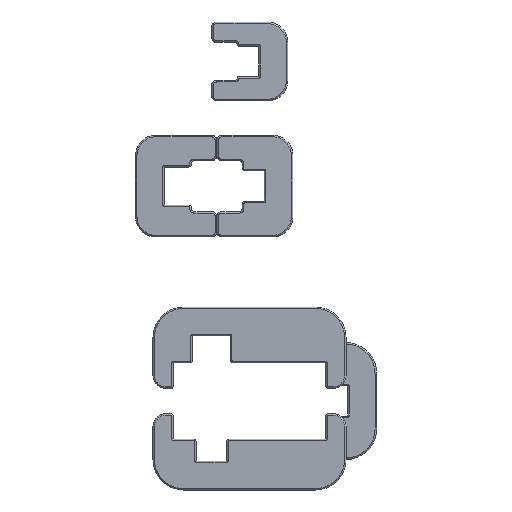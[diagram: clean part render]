
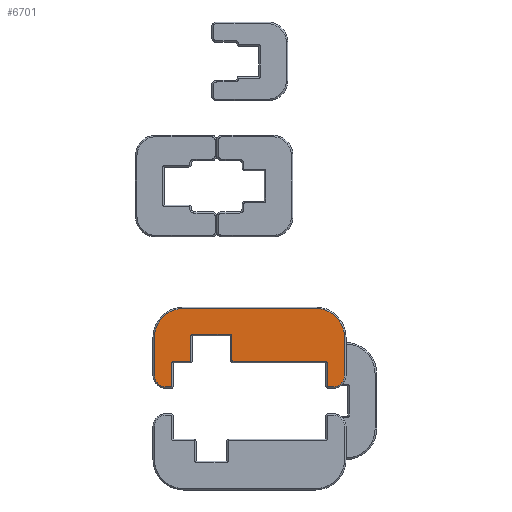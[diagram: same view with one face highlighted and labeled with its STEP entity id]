
A CAD part, front view. The second image highlights one B-rep face of the part: STEP entity #6701.
In plain terms, the highlighted planar face has unit normal (0, -1, 0).
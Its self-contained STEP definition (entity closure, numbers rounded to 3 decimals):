
#115=PLANE('',#7194);
#361=FACE_OUTER_BOUND('',#805,.T.);
#805=EDGE_LOOP('',(#4657,#4658,#4659,#4660,#4661,#4662,#4663,#4664,#4665,
#4666,#4667,#4668,#4669,#4670,#4671,#4672,#4673,#4674,#4675,#4676,#4677,
#4678,#4679,#4680));
#1214=CIRCLE('',#7130,4.4);
#1216=CIRCLE('',#7134,11.4);
#1218=CIRCLE('',#7138,11.4);
#1220=CIRCLE('',#7142,4.4);
#1222=CIRCLE('',#7146,0.4);
#1224=CIRCLE('',#7150,0.7);
#1226=CIRCLE('',#7154,0.4);
#1228=CIRCLE('',#7158,0.7);
#1230=CIRCLE('',#7162,0.7);
#1232=CIRCLE('',#7166,0.4);
#1234=CIRCLE('',#7170,0.7);
#1236=CIRCLE('',#7174,0.4);
#1499=LINE('',#10046,#2219);
#1503=LINE('',#10058,#2223);
#1507=LINE('',#10070,#2227);
#1511=LINE('',#10082,#2231);
#1515=LINE('',#10094,#2235);
#1519=LINE('',#10106,#2239);
#1523=LINE('',#10118,#2243);
#1527=LINE('',#10130,#2247);
#1531=LINE('',#10142,#2251);
#1535=LINE('',#10154,#2255);
#1539=LINE('',#10166,#2259);
#1543=LINE('',#10177,#2263);
#2219=VECTOR('',#7868,10.);
#2223=VECTOR('',#7880,10.);
#2227=VECTOR('',#7892,10.);
#2231=VECTOR('',#7904,10.);
#2235=VECTOR('',#7916,10.);
#2239=VECTOR('',#7928,10.);
#2243=VECTOR('',#7940,10.);
#2247=VECTOR('',#7952,10.);
#2251=VECTOR('',#7964,10.);
#2255=VECTOR('',#7976,10.);
#2259=VECTOR('',#7988,10.);
#2263=VECTOR('',#8000,10.);
#2937=VERTEX_POINT('',#10036);
#2940=VERTEX_POINT('',#10041);
#2941=VERTEX_POINT('',#10045);
#2943=VERTEX_POINT('',#10051);
#2945=VERTEX_POINT('',#10057);
#2947=VERTEX_POINT('',#10063);
#2949=VERTEX_POINT('',#10069);
#2951=VERTEX_POINT('',#10075);
#2953=VERTEX_POINT('',#10081);
#2955=VERTEX_POINT('',#10087);
#2957=VERTEX_POINT('',#10093);
#2959=VERTEX_POINT('',#10099);
#2961=VERTEX_POINT('',#10105);
#2963=VERTEX_POINT('',#10111);
#2965=VERTEX_POINT('',#10117);
#2967=VERTEX_POINT('',#10123);
#2969=VERTEX_POINT('',#10129);
#2971=VERTEX_POINT('',#10135);
#2973=VERTEX_POINT('',#10141);
#2975=VERTEX_POINT('',#10147);
#2977=VERTEX_POINT('',#10153);
#2979=VERTEX_POINT('',#10159);
#2981=VERTEX_POINT('',#10165);
#2983=VERTEX_POINT('',#10171);
#3512=EDGE_CURVE('',#2940,#2937,#1214,.T.);
#3513=EDGE_CURVE('',#2937,#2941,#1499,.T.);
#3518=EDGE_CURVE('',#2941,#2943,#1216,.T.);
#3519=EDGE_CURVE('',#2943,#2945,#1503,.T.);
#3524=EDGE_CURVE('',#2945,#2947,#1218,.T.);
#3525=EDGE_CURVE('',#2947,#2949,#1507,.T.);
#3530=EDGE_CURVE('',#2949,#2951,#1220,.T.);
#3531=EDGE_CURVE('',#2951,#2953,#1511,.T.);
#3536=EDGE_CURVE('',#2953,#2955,#1222,.T.);
#3537=EDGE_CURVE('',#2955,#2957,#1515,.T.);
#3542=EDGE_CURVE('',#2957,#2959,#1224,.T.);
#3543=EDGE_CURVE('',#2959,#2961,#1519,.T.);
#3548=EDGE_CURVE('',#2961,#2963,#1226,.T.);
#3549=EDGE_CURVE('',#2963,#2965,#1523,.T.);
#3554=EDGE_CURVE('',#2965,#2967,#1228,.T.);
#3555=EDGE_CURVE('',#2967,#2969,#1527,.T.);
#3560=EDGE_CURVE('',#2969,#2971,#1230,.T.);
#3561=EDGE_CURVE('',#2971,#2973,#1531,.T.);
#3566=EDGE_CURVE('',#2973,#2975,#1232,.T.);
#3567=EDGE_CURVE('',#2975,#2977,#1535,.T.);
#3572=EDGE_CURVE('',#2977,#2979,#1234,.T.);
#3573=EDGE_CURVE('',#2979,#2981,#1539,.T.);
#3578=EDGE_CURVE('',#2981,#2983,#1236,.T.);
#3579=EDGE_CURVE('',#2983,#2940,#1543,.T.);
#4657=ORIENTED_EDGE('',*,*,#3512,.F.);
#4658=ORIENTED_EDGE('',*,*,#3579,.F.);
#4659=ORIENTED_EDGE('',*,*,#3578,.F.);
#4660=ORIENTED_EDGE('',*,*,#3573,.F.);
#4661=ORIENTED_EDGE('',*,*,#3572,.F.);
#4662=ORIENTED_EDGE('',*,*,#3567,.F.);
#4663=ORIENTED_EDGE('',*,*,#3566,.F.);
#4664=ORIENTED_EDGE('',*,*,#3561,.F.);
#4665=ORIENTED_EDGE('',*,*,#3560,.F.);
#4666=ORIENTED_EDGE('',*,*,#3555,.F.);
#4667=ORIENTED_EDGE('',*,*,#3554,.F.);
#4668=ORIENTED_EDGE('',*,*,#3549,.F.);
#4669=ORIENTED_EDGE('',*,*,#3548,.F.);
#4670=ORIENTED_EDGE('',*,*,#3543,.F.);
#4671=ORIENTED_EDGE('',*,*,#3542,.F.);
#4672=ORIENTED_EDGE('',*,*,#3537,.F.);
#4673=ORIENTED_EDGE('',*,*,#3536,.F.);
#4674=ORIENTED_EDGE('',*,*,#3531,.F.);
#4675=ORIENTED_EDGE('',*,*,#3530,.F.);
#4676=ORIENTED_EDGE('',*,*,#3525,.F.);
#4677=ORIENTED_EDGE('',*,*,#3524,.F.);
#4678=ORIENTED_EDGE('',*,*,#3519,.F.);
#4679=ORIENTED_EDGE('',*,*,#3518,.F.);
#4680=ORIENTED_EDGE('',*,*,#3513,.F.);
#6701=ADVANCED_FACE('',(#361),#115,.T.);
#7130=AXIS2_PLACEMENT_3D('',#10043,#7864,#7865);
#7134=AXIS2_PLACEMENT_3D('',#10055,#7876,#7877);
#7138=AXIS2_PLACEMENT_3D('',#10067,#7888,#7889);
#7142=AXIS2_PLACEMENT_3D('',#10079,#7900,#7901);
#7146=AXIS2_PLACEMENT_3D('',#10091,#7912,#7913);
#7150=AXIS2_PLACEMENT_3D('',#10103,#7924,#7925);
#7154=AXIS2_PLACEMENT_3D('',#10115,#7936,#7937);
#7158=AXIS2_PLACEMENT_3D('',#10127,#7948,#7949);
#7162=AXIS2_PLACEMENT_3D('',#10139,#7960,#7961);
#7166=AXIS2_PLACEMENT_3D('',#10151,#7972,#7973);
#7170=AXIS2_PLACEMENT_3D('',#10163,#7984,#7985);
#7174=AXIS2_PLACEMENT_3D('',#10175,#7996,#7997);
#7194=AXIS2_PLACEMENT_3D('',#10229,#8057,#8058);
#7864=DIRECTION('center_axis',(0.,1.,0.));
#7865=DIRECTION('ref_axis',(-0.707,0.,-0.707));
#7868=DIRECTION('',(0.,0.,1.));
#7876=DIRECTION('center_axis',(0.,1.,0.));
#7877=DIRECTION('ref_axis',(-0.707,0.,0.707));
#7880=DIRECTION('',(1.,0.,0.));
#7888=DIRECTION('center_axis',(0.,1.,0.));
#7889=DIRECTION('ref_axis',(0.707,0.,0.707));
#7892=DIRECTION('',(0.,0.,-1.));
#7900=DIRECTION('center_axis',(0.,1.,0.));
#7901=DIRECTION('ref_axis',(0.707,0.,-0.707));
#7904=DIRECTION('',(-1.,0.,0.));
#7912=DIRECTION('center_axis',(0.,1.,0.));
#7913=DIRECTION('ref_axis',(-0.707,0.,-0.707));
#7916=DIRECTION('',(0.,0.,1.));
#7924=DIRECTION('center_axis',(0.,-1.,0.));
#7925=DIRECTION('ref_axis',(0.707,0.,0.707));
#7928=DIRECTION('',(-1.,0.,0.));
#7936=DIRECTION('center_axis',(0.,1.,0.));
#7937=DIRECTION('ref_axis',(-0.707,0.,-0.707));
#7940=DIRECTION('',(0.,0.,1.));
#7948=DIRECTION('center_axis',(0.,-1.,0.));
#7949=DIRECTION('ref_axis',(0.707,0.,0.707));
#7952=DIRECTION('',(-1.,0.,0.));
#7960=DIRECTION('center_axis',(0.,-1.,0.));
#7961=DIRECTION('ref_axis',(-0.707,0.,0.707));
#7964=DIRECTION('',(0.,0.,-1.));
#7972=DIRECTION('center_axis',(0.,1.,0.));
#7973=DIRECTION('ref_axis',(0.707,0.,-0.707));
#7976=DIRECTION('',(-1.,0.,0.));
#7984=DIRECTION('center_axis',(0.,-1.,0.));
#7985=DIRECTION('ref_axis',(-0.707,0.,0.707));
#7988=DIRECTION('',(0.,0.,-1.));
#7996=DIRECTION('center_axis',(0.,1.,0.));
#7997=DIRECTION('ref_axis',(0.707,0.,-0.707));
#8000=DIRECTION('',(-1.,0.,0.));
#8057=DIRECTION('center_axis',(0.,-1.,0.));
#8058=DIRECTION('ref_axis',(0.,0.,-1.));
#10036=CARTESIAN_POINT('',(-37.4,184.,10.));
#10041=CARTESIAN_POINT('',(-33.,184.,5.6));
#10043=CARTESIAN_POINT('Origin',(-33.,184.,10.));
#10045=CARTESIAN_POINT('',(-37.4,184.,25.));
#10046=CARTESIAN_POINT('',(-37.4,184.,29.));
#10051=CARTESIAN_POINT('',(-26.,184.,36.4));
#10055=CARTESIAN_POINT('Origin',(-26.,184.,25.));
#10057=CARTESIAN_POINT('',(26.,184.,36.4));
#10058=CARTESIAN_POINT('',(19.,184.,36.4));
#10063=CARTESIAN_POINT('',(37.4,184.,25.));
#10067=CARTESIAN_POINT('Origin',(26.,184.,25.));
#10069=CARTESIAN_POINT('',(37.4,184.,10.));
#10070=CARTESIAN_POINT('',(37.4,184.,13.));
#10075=CARTESIAN_POINT('',(33.,184.,5.6));
#10079=CARTESIAN_POINT('Origin',(33.,184.,10.));
#10081=CARTESIAN_POINT('',(31.,184.,5.6));
#10082=CARTESIAN_POINT('',(15.,184.,5.6));
#10087=CARTESIAN_POINT('',(30.6,184.,6.));
#10091=CARTESIAN_POINT('Origin',(31.,184.,6.));
#10093=CARTESIAN_POINT('',(30.6,184.,14.9));
#10094=CARTESIAN_POINT('',(30.6,184.,18.));
#10099=CARTESIAN_POINT('',(29.9,184.,15.6));
#10103=CARTESIAN_POINT('Origin',(29.9,184.,14.9));
#10105=CARTESIAN_POINT('',(-6.5,184.,15.6));
#10106=CARTESIAN_POINT('',(-3.75,184.,15.6));
#10111=CARTESIAN_POINT('',(-6.9,184.,16.));
#10115=CARTESIAN_POINT('Origin',(-6.5,184.,16.));
#10117=CARTESIAN_POINT('',(-6.9,184.,25.5));
#10118=CARTESIAN_POINT('',(-6.9,184.,23.));
#10123=CARTESIAN_POINT('',(-7.6,184.,26.2));
#10127=CARTESIAN_POINT('Origin',(-7.6,184.,25.5));
#10129=CARTESIAN_POINT('',(-22.4,184.,26.2));
#10130=CARTESIAN_POINT('',(-11.25,184.,26.2));
#10135=CARTESIAN_POINT('',(-23.1,184.,25.5));
#10139=CARTESIAN_POINT('Origin',(-22.4,184.,25.5));
#10141=CARTESIAN_POINT('',(-23.1,184.,16.));
#10142=CARTESIAN_POINT('',(-23.1,184.,18.));
#10147=CARTESIAN_POINT('',(-23.5,184.,15.6));
#10151=CARTESIAN_POINT('Origin',(-23.5,184.,16.));
#10153=CARTESIAN_POINT('',(-29.9,184.,15.6));
#10154=CARTESIAN_POINT('',(-15.,184.,15.6));
#10159=CARTESIAN_POINT('',(-30.6,184.,14.9));
#10163=CARTESIAN_POINT('Origin',(-29.9,184.,14.9));
#10165=CARTESIAN_POINT('',(-30.6,184.,6.));
#10166=CARTESIAN_POINT('',(-30.6,184.,13.));
#10171=CARTESIAN_POINT('',(-31.,184.,5.6));
#10175=CARTESIAN_POINT('Origin',(-31.,184.,6.));
#10177=CARTESIAN_POINT('',(-19.,184.,5.6));
#10229=CARTESIAN_POINT('Origin',(0.,184.,21.));
